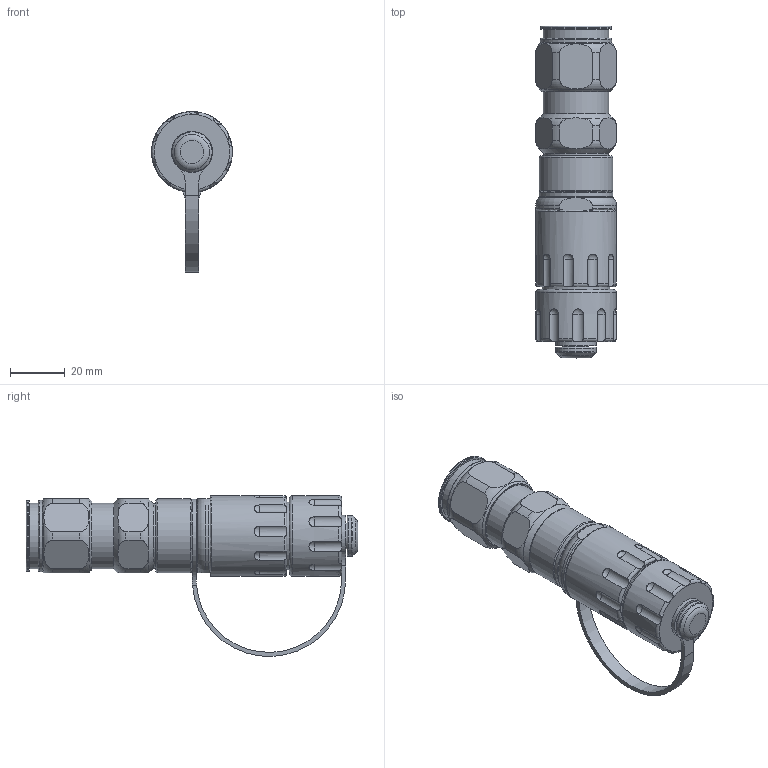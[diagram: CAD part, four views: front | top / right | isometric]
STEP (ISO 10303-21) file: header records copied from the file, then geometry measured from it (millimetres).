
FILE_DESCRIPTION(/* description */ (''),/* implementation_level */ '2;1');
FILE_NAME(/* name */ 'Instrumex CP 4-Way.stp',/* time_stamp */ '2022-12-01T14:32:18+00:00',/* author */ ('areid2'),/* organization */ (''),/* preprocessor_version */ 'ST-DEVELOPER v18.1',/* originating_system */ 'Autodesk Inventor 2020',/* authorisation */ '');
FILE_SCHEMA (('AUTOMOTIVE_DESIGN { 1 0 10303 214 3 1 1 }'));
Length unit declared in the file: millimetre
Products named in the file (1): Part96
Bounding box: 29.5 x 121.19 x 58.73 mm (x, y, z)
Volume: 71709 mm3; surface area: 14649.6 mm2
Topology: 1 solids, 1 shells, 196 faces, 500 edges, 318 vertices
Faces by surface type: cylinder 76, torus 51, plane 43, sphere 20, cone 6
Full cylindrical faces by diameter (mm): 1.83 x1, 9.5 x1, 10 x1, 15 x1, 23 x1, 23.5 x1, 24 x2, 24.75 x1, 26 x2, 27 x1, 29.5 x2
Entity records: 7455 total; most frequent: CARTESIAN_POINT 2710, DIRECTION 1014, ORIENTED_EDGE 1000, EDGE_CURVE 500, AXIS2_PLACEMENT_3D 444, VERTEX_POINT 318, CIRCLE 247, EDGE_LOOP 210
